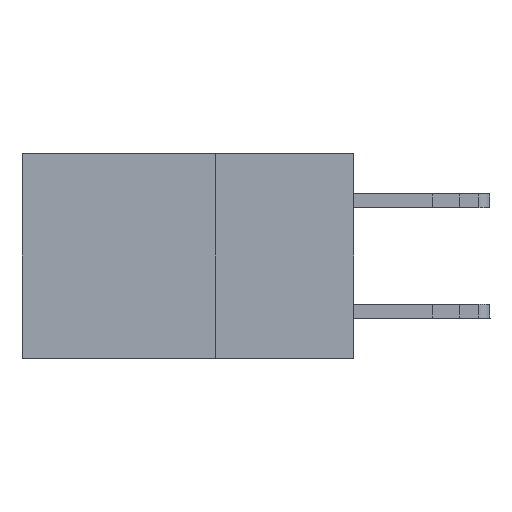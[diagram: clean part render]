
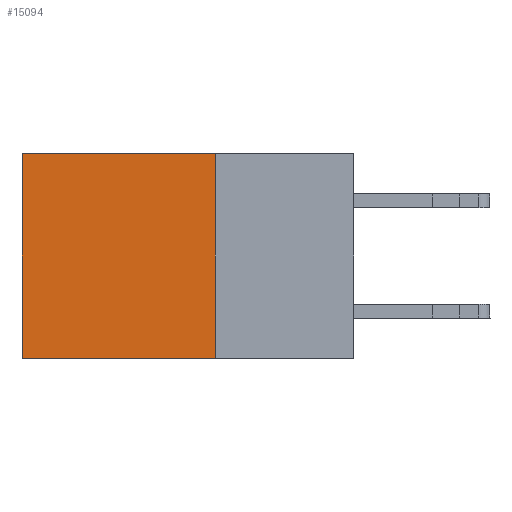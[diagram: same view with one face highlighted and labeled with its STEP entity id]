
A CAD part, left-side view. The second image highlights one B-rep face of the part: STEP entity #15094.
In plain terms, the highlighted planar face has unit normal (-1, 0, 0).
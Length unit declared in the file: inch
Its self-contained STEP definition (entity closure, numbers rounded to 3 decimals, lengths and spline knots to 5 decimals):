
#970 = VECTOR ( 'NONE', #7267, 39.37008 ) ;
#1018 = EDGE_CURVE ( 'NONE', #5588, #21734, #14997, .T. ) ;
#2389 = CARTESIAN_POINT ( 'NONE',  ( 0.2875, 0.25, -0.37 ) ) ;
#4774 = FACE_OUTER_BOUND ( 'NONE', #10966, .T. ) ;
#5588 = VERTEX_POINT ( 'NONE', #10053 ) ;
#6968 = PLANE ( 'NONE',  #19438 ) ;
#7267 = DIRECTION ( 'NONE',  ( 0., 0., -1. ) ) ;
#8073 = ORIENTED_EDGE ( 'NONE', *, *, #23552, .T. ) ;
#8460 = VERTEX_POINT ( 'NONE', #18539 ) ;
#8673 = CARTESIAN_POINT ( 'NONE',  ( 0.2875, 0.25, -0.37 ) ) ;
#8820 = DIRECTION ( 'NONE',  ( 1., 0., 0. ) ) ;
#9043 = VECTOR ( 'NONE', #13868, 39.37008 ) ;
#9669 = LINE ( 'NONE', #2389, #18682 ) ;
#9795 = DIRECTION ( 'NONE',  ( 0., 1., 0. ) ) ;
#10053 = CARTESIAN_POINT ( 'NONE',  ( 0.2875, 0.25, 0. ) ) ;
#10176 = LINE ( 'NONE', #12731, #970 ) ;
#10211 = ORIENTED_EDGE ( 'NONE', *, *, #18627, .F. ) ;
#10966 = EDGE_LOOP ( 'NONE', ( #8073, #13133, #10211, #19675 ) ) ;
#11583 = DIRECTION ( 'NONE',  ( 0., 1., 0. ) ) ;
#12331 = VERTEX_POINT ( 'NONE', #8673 ) ;
#12731 = CARTESIAN_POINT ( 'NONE',  ( 0.2875, 0.6, 0. ) ) ;
#13133 = ORIENTED_EDGE ( 'NONE', *, *, #17724, .F. ) ;
#13868 = DIRECTION ( 'NONE',  ( 0., 0., -1. ) ) ;
#14443 = VECTOR ( 'NONE', #11583, 39.37008 ) ;
#14997 = LINE ( 'NONE', #18740, #14443 ) ;
#15094 = ADVANCED_FACE ( 'NONE', ( #4774 ), #6968, .F. ) ;
#15661 = CARTESIAN_POINT ( 'NONE',  ( 0.2875, 0.25, 0. ) ) ;
#17724 = EDGE_CURVE ( 'NONE', #12331, #8460, #9669, .T. ) ;
#18539 = CARTESIAN_POINT ( 'NONE',  ( 0.2875, 0.6, -0.37 ) ) ;
#18627 = EDGE_CURVE ( 'NONE', #5588, #12331, #23388, .T. ) ;
#18682 = VECTOR ( 'NONE', #9795, 39.37008 ) ;
#18740 = CARTESIAN_POINT ( 'NONE',  ( 0.2875, 0.25, 0. ) ) ;
#19438 = AXIS2_PLACEMENT_3D ( 'NONE', #19515, #8820, #21412 ) ;
#19515 = CARTESIAN_POINT ( 'NONE',  ( 0.2875, 0.25, 0. ) ) ;
#19675 = ORIENTED_EDGE ( 'NONE', *, *, #1018, .T. ) ;
#21131 = CARTESIAN_POINT ( 'NONE',  ( 0.2875, 0.6, 0. ) ) ;
#21412 = DIRECTION ( 'NONE',  ( 0., 0., -1. ) ) ;
#21734 = VERTEX_POINT ( 'NONE', #21131 ) ;
#23388 = LINE ( 'NONE', #15661, #9043 ) ;
#23552 = EDGE_CURVE ( 'NONE', #21734, #8460, #10176, .T. ) ;
